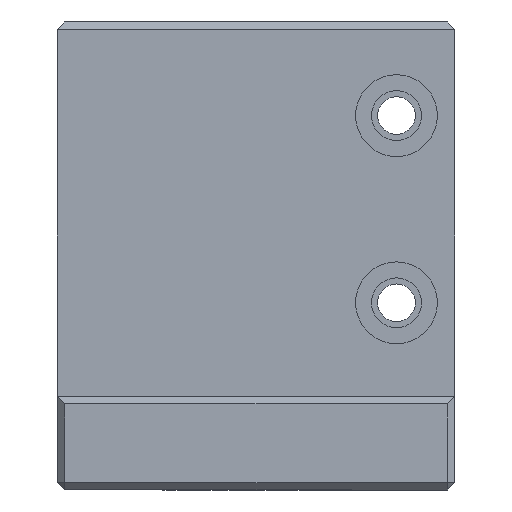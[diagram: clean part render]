
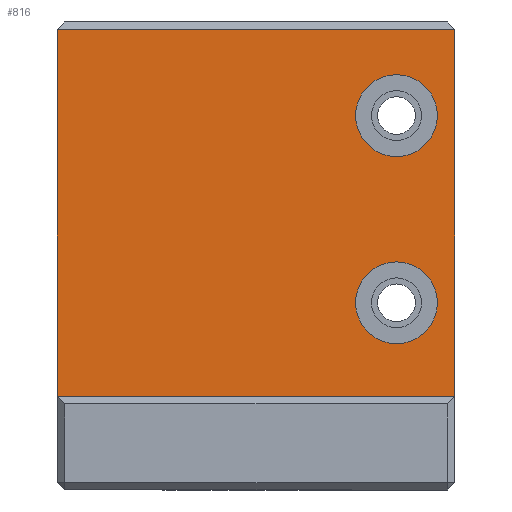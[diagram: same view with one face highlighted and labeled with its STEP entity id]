
A CAD part, left-side view. The second image highlights one B-rep face of the part: STEP entity #816.
In plain terms, the highlighted planar face has unit normal (-1, 0, 0).
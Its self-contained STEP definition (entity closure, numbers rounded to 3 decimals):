
#340=CARTESIAN_POINT('',(0.75,0.017,1.0));
#341=VERTEX_POINT('',#340);
#350=CARTESIAN_POINT('',(0.75,0.455,1.0));
#351=VERTEX_POINT('',#350);
#352=CARTESIAN_POINT('',(0.75,0.236,1.0));
#353=DIRECTION('',(1.0,0.0,0.0));
#354=DIRECTION('',(0.0,-1.0,0.0));
#355=AXIS2_PLACEMENT_3D('',#352,#353,#354);
#356=CIRCLE('',#355,0.219);
#357=EDGE_CURVE('',#351,#341,#356,.T.);
#424=CARTESIAN_POINT('',(0.75,0.017,2.0));
#425=VERTEX_POINT('',#424);
#434=CARTESIAN_POINT('',(0.75,0.455,2.0));
#435=VERTEX_POINT('',#434);
#436=CARTESIAN_POINT('',(0.75,0.236,2.0));
#437=DIRECTION('',(1.0,0.0,0.0));
#438=DIRECTION('',(0.0,-1.0,0.0));
#439=AXIS2_PLACEMENT_3D('',#436,#437,#438);
#440=CIRCLE('',#439,0.219);
#441=EDGE_CURVE('',#435,#425,#440,.T.);
#550=CARTESIAN_POINT('',(0.75,2.049,2.46));
#551=VERTEX_POINT('',#550);
#552=CARTESIAN_POINT('',(0.75,-0.076,2.46));
#553=VERTEX_POINT('',#552);
#554=CARTESIAN_POINT('',(0.75,2.049,2.46));
#555=DIRECTION('',(0.0,-1.0,0.0));
#556=VECTOR('',#555,2.125);
#557=LINE('',#554,#556);
#558=EDGE_CURVE('',#551,#553,#557,.T.);
#715=CARTESIAN_POINT('',(0.75,-0.076,0.5));
#716=VERTEX_POINT('',#715);
#717=CARTESIAN_POINT('',(0.75,-0.076,0.5));
#718=DIRECTION('',(0.0,0.0,1.0));
#719=VECTOR('',#718,1.96);
#720=LINE('',#717,#719);
#721=EDGE_CURVE('',#716,#553,#720,.T.);
#773=CARTESIAN_POINT('',(0.75,2.049,0.5));
#774=DIRECTION('',(-1.0,0.0,0.0));
#775=DIRECTION('',(0.0,-1.0,0.0));
#776=AXIS2_PLACEMENT_3D('',#773,#774,#775);
#777=PLANE('',#776);
#778=ORIENTED_EDGE('',*,*,#558,.F.);
#779=CARTESIAN_POINT('',(0.75,2.049,0.5));
#780=VERTEX_POINT('',#779);
#781=CARTESIAN_POINT('',(0.75,2.049,0.5));
#782=DIRECTION('',(0.0,0.0,1.0));
#783=VECTOR('',#782,1.96);
#784=LINE('',#781,#783);
#785=EDGE_CURVE('',#780,#551,#784,.T.);
#786=ORIENTED_EDGE('',*,*,#785,.F.);
#787=CARTESIAN_POINT('',(0.75,2.049,0.5));
#788=DIRECTION('',(0.0,-1.0,0.0));
#789=VECTOR('',#788,2.125);
#790=LINE('',#787,#789);
#791=EDGE_CURVE('',#780,#716,#790,.T.);
#792=ORIENTED_EDGE('',*,*,#791,.T.);
#793=ORIENTED_EDGE('',*,*,#721,.T.);
#794=EDGE_LOOP('',(#778,#786,#792,#793));
#795=FACE_OUTER_BOUND('',#794,.T.);
#796=CARTESIAN_POINT('',(0.75,0.236,1.0));
#797=DIRECTION('',(1.0,0.0,0.0));
#798=DIRECTION('',(0.0,-1.0,0.0));
#799=AXIS2_PLACEMENT_3D('',#796,#797,#798);
#800=CIRCLE('',#799,0.219);
#801=EDGE_CURVE('',#341,#351,#800,.T.);
#802=ORIENTED_EDGE('',*,*,#801,.T.);
#803=ORIENTED_EDGE('',*,*,#357,.T.);
#804=EDGE_LOOP('',(#802,#803));
#805=FACE_BOUND('',#804,.T.);
#806=CARTESIAN_POINT('',(0.75,0.236,2.0));
#807=DIRECTION('',(1.0,0.0,0.0));
#808=DIRECTION('',(0.0,-1.0,0.0));
#809=AXIS2_PLACEMENT_3D('',#806,#807,#808);
#810=CIRCLE('',#809,0.219);
#811=EDGE_CURVE('',#425,#435,#810,.T.);
#812=ORIENTED_EDGE('',*,*,#811,.T.);
#813=ORIENTED_EDGE('',*,*,#441,.T.);
#814=EDGE_LOOP('',(#812,#813));
#815=FACE_BOUND('',#814,.T.);
#816=ADVANCED_FACE('',(#795,#805,#815),#777,.T.);
